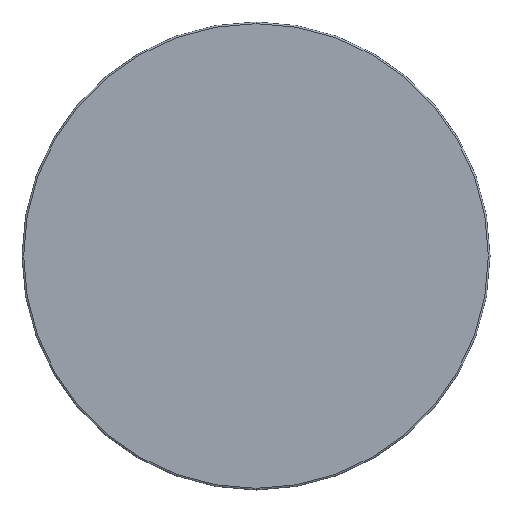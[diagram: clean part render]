
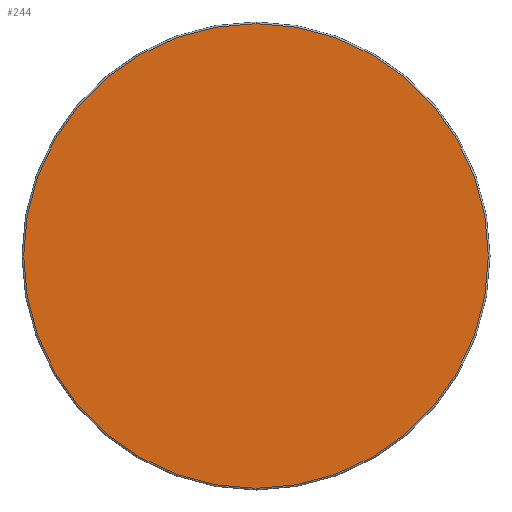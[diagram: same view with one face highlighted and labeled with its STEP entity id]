
A CAD part, front view. The second image highlights one B-rep face of the part: STEP entity #244.
In plain terms, the highlighted planar face has unit normal (0, -1, 0).
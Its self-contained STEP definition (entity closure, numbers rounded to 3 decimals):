
#1 = CARTESIAN_POINT ( 'NONE',  ( 0., 0., 34.75 ) ) ;
#4 = CARTESIAN_POINT ( 'NONE',  ( 0., 0., -34.75 ) ) ;
#50 = ORIENTED_EDGE ( 'NONE', *, *, #190, .T. ) ;
#60 = DIRECTION ( 'NONE',  ( 0., 0., 1. ) ) ;
#62 = EDGE_LOOP ( 'NONE', ( #115, #50 ) ) ;
#77 = AXIS2_PLACEMENT_3D ( 'NONE', #101, #169, #173 ) ;
#91 = CIRCLE ( 'NONE', #77, 34.75 ) ;
#101 = CARTESIAN_POINT ( 'NONE',  ( 0., 0., 0. ) ) ;
#105 = CARTESIAN_POINT ( 'NONE',  ( 0., 0., 0. ) ) ;
#115 = ORIENTED_EDGE ( 'NONE', *, *, #265, .T. ) ;
#139 = AXIS2_PLACEMENT_3D ( 'NONE', #211, #231, #60 ) ;
#144 = CIRCLE ( 'NONE', #228, 34.75 ) ;
#169 = DIRECTION ( 'NONE',  ( 0., -1., 0. ) ) ;
#172 = PLANE ( 'NONE',  #139 ) ;
#173 = DIRECTION ( 'NONE',  ( 0., 0., 1. ) ) ;
#190 = EDGE_CURVE ( 'NONE', #249, #201, #144, .T. ) ;
#191 = DIRECTION ( 'NONE',  ( 0., -1., 0. ) ) ;
#193 = DIRECTION ( 'NONE',  ( 0., 0., 1. ) ) ;
#201 = VERTEX_POINT ( 'NONE', #1 ) ;
#211 = CARTESIAN_POINT ( 'NONE',  ( 0., 0., 0. ) ) ;
#228 = AXIS2_PLACEMENT_3D ( 'NONE', #105, #191, #193 ) ;
#231 = DIRECTION ( 'NONE',  ( 0., 1., 0. ) ) ;
#244 = ADVANCED_FACE ( 'NONE', ( #260 ), #172, .F. ) ;
#249 = VERTEX_POINT ( 'NONE', #4 ) ;
#260 = FACE_OUTER_BOUND ( 'NONE', #62, .T. ) ;
#265 = EDGE_CURVE ( 'NONE', #201, #249, #91, .T. ) ;
